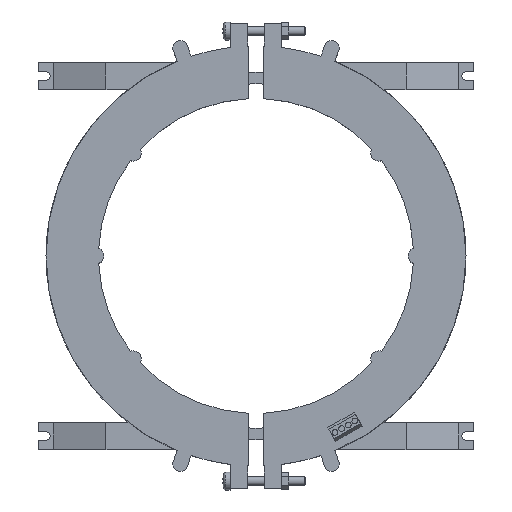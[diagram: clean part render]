
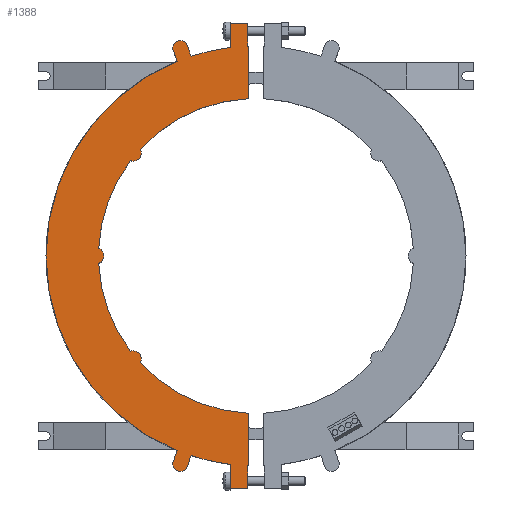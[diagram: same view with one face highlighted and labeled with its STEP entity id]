
A CAD part, top view. The second image highlights one B-rep face of the part: STEP entity #1388.
In plain terms, the highlighted planar face has unit normal (0, 0, 1).
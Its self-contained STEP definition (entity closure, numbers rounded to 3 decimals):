
#19=CARTESIAN_POINT('',(-81.967,68.778,36.));
#20=DIRECTION('',(0.,0.,1.));
#21=DIRECTION('',(-0.297,-0.955,0.));
#22=AXIS2_PLACEMENT_3D('',#19,#20,#21);
#36=DIRECTION('',(0.,-1.,0.));
#37=VECTOR('',#36,35.03);
#38=CARTESIAN_POINT('',(-5.,139.911,36.));
#39=LINE('',#38,#37);
#43=CARTESIAN_POINT('',(0.,0.,36.));
#44=DIRECTION('',(0.,0.,1.));
#45=DIRECTION('',(-0.048,0.999,0.));
#46=AXIS2_PLACEMENT_3D('',#43,#44,#45);
#51=CARTESIAN_POINT('',(0.,0.,36.));
#52=DIRECTION('',(0.,0.,1.));
#53=DIRECTION('',(-0.796,0.605,0.));
#54=AXIS2_PLACEMENT_3D('',#51,#52,#53);
#59=CARTESIAN_POINT('',(-107.,0.,36.));
#60=DIRECTION('',(0.,0.,1.));
#61=DIRECTION('',(0.386,-0.923,0.));
#62=AXIS2_PLACEMENT_3D('',#59,#60,#61);
#67=CARTESIAN_POINT('',(0.,0.,36.));
#68=DIRECTION('',(0.,0.,1.));
#69=DIRECTION('',(-0.999,-0.048,0.));
#70=AXIS2_PLACEMENT_3D('',#67,#68,#69);
#75=CARTESIAN_POINT('',(0.,0.,36.));
#76=DIRECTION('',(0.,0.,1.));
#77=DIRECTION('',(-0.734,-0.679,0.));
#78=AXIS2_PLACEMENT_3D('',#75,#76,#77);
#83=DIRECTION('',(0.,-1.,0.));
#84=VECTOR('',#83,35.03);
#85=CARTESIAN_POINT('',(-5.,-104.881,36.));
#86=LINE('',#85,#84);
#90=DIRECTION('',(0.,-1.,0.));
#91=VECTOR('',#90,15.108);
#92=CARTESIAN_POINT('',(-5.5,-139.892,36.));
#93=LINE('',#92,#91);
#97=DIRECTION('',(-1.,0.,0.));
#98=VECTOR('',#97,11.5);
#99=CARTESIAN_POINT('',(-5.5,-155.,36.));
#100=LINE('',#99,#98);
#104=DIRECTION('',(0.,1.,0.));
#105=VECTOR('',#104,16.036);
#106=CARTESIAN_POINT('',(-17.,-155.,36.));
#107=LINE('',#106,#105);
#111=DIRECTION('',(0.326,0.945,0.));
#112=VECTOR('',#111,7.501);
#113=CARTESIAN_POINT('',(-45.721,-140.235,36.));
#114=LINE('',#113,#112);
#118=CARTESIAN_POINT('',(-50.448,-138.605,36.));
#119=DIRECTION('',(0.,0.,1.));
#120=DIRECTION('',(-0.934,0.358,0.));
#121=AXIS2_PLACEMENT_3D('',#118,#119,#120);
#126=DIRECTION('',(-0.358,-0.934,0.));
#127=VECTOR('',#126,7.501);
#128=CARTESIAN_POINT('',(-52.432,-129.811,36.));
#129=LINE('',#128,#127);
#133=DIRECTION('',(0.358,-0.934,0.));
#134=VECTOR('',#133,7.501);
#135=CARTESIAN_POINT('',(-55.117,136.815,36.));
#136=LINE('',#135,#134);
#140=CARTESIAN_POINT('',(-50.448,138.605,36.));
#141=DIRECTION('',(0.,0.,1.));
#142=DIRECTION('',(0.945,0.326,0.));
#143=AXIS2_PLACEMENT_3D('',#140,#141,#142);
#148=DIRECTION('',(-0.326,0.945,0.));
#149=VECTOR('',#148,7.501);
#150=CARTESIAN_POINT('',(-43.275,133.144,36.));
#151=LINE('',#150,#149);
#155=DIRECTION('',(0.,-1.,0.));
#156=VECTOR('',#155,16.036);
#157=CARTESIAN_POINT('',(-17.,155.,36.));
#158=LINE('',#157,#156);
#162=DIRECTION('',(-1.,0.,0.));
#163=VECTOR('',#162,11.5);
#164=CARTESIAN_POINT('',(-5.5,155.,36.));
#165=LINE('',#164,#163);
#169=DIRECTION('',(0.,1.,0.));
#170=VECTOR('',#169,15.108);
#171=CARTESIAN_POINT('',(-5.5,139.892,36.));
#172=LINE('',#171,#170);
#499=CARTESIAN_POINT('',(0.,0.,36.));
#500=DIRECTION('',(0.,0.,1.));
#501=DIRECTION('',(-0.309,-0.951,0.));
#502=AXIS2_PLACEMENT_3D('',#499,#500,#501);
#536=CARTESIAN_POINT('',(0.,0.,36.));
#537=DIRECTION('',(0.,0.,1.));
#538=DIRECTION('',(-0.375,0.927,0.));
#539=AXIS2_PLACEMENT_3D('',#536,#537,#538);
#558=CARTESIAN_POINT('',(0.,0.,36.));
#559=DIRECTION('',(0.,0.,1.));
#560=DIRECTION('',(-0.121,0.993,0.));
#561=AXIS2_PLACEMENT_3D('',#558,#559,#560);
#580=CARTESIAN_POINT('',(0.,0.,36.));
#581=DIRECTION('',(0.,0.,1.));
#582=DIRECTION('',(-0.039,-0.999,0.));
#583=AXIS2_PLACEMENT_3D('',#580,#581,#582);
#595=CARTESIAN_POINT('',(0.,0.,36.));
#596=DIRECTION('',(0.,0.,1.));
#597=DIRECTION('',(-0.036,0.999,0.));
#598=AXIS2_PLACEMENT_3D('',#595,#596,#597);
#1106=CARTESIAN_POINT('',(-81.967,-68.778,36.));
#1107=DIRECTION('',(0.,0.,1.));
#1108=DIRECTION('',(0.889,-0.459,0.));
#1109=AXIS2_PLACEMENT_3D('',#1106,#1107,#1108);
#1158=CARTESIAN_POINT('',(-5.5,155.,36.));
#1159=CARTESIAN_POINT('',(-17.,155.,36.));
#1160=VERTEX_POINT('',#1158);
#1161=VERTEX_POINT('',#1159);
#1163=CARTESIAN_POINT('',(-5.5,139.892,36.));
#1165=VERTEX_POINT('',#1163);
#1167=CARTESIAN_POINT('',(-17.,138.964,36.));
#1169=VERTEX_POINT('',#1167);
#1174=CARTESIAN_POINT('',(-5.5,-155.,36.));
#1175=CARTESIAN_POINT('',(-17.,-155.,36.));
#1176=VERTEX_POINT('',#1174);
#1177=VERTEX_POINT('',#1175);
#1182=CARTESIAN_POINT('',(-5.5,-139.892,36.));
#1183=VERTEX_POINT('',#1182);
#1184=CARTESIAN_POINT('',(-17.,-138.964,36.));
#1185=VERTEX_POINT('',#1184);
#1187=CARTESIAN_POINT('',(-104.877,5.074,36.));
#1189=VERTEX_POINT('',#1187);
#1191=CARTESIAN_POINT('',(-104.877,-5.074,36.));
#1193=VERTEX_POINT('',#1191);
#1196=CARTESIAN_POINT('',(-83.602,-63.527,36.));
#1197=VERTEX_POINT('',#1196);
#1199=CARTESIAN_POINT('',(-83.602,63.527,36.));
#1201=VERTEX_POINT('',#1199);
#1203=CARTESIAN_POINT('',(-77.079,71.301,36.));
#1205=VERTEX_POINT('',#1203);
#1207=CARTESIAN_POINT('',(-77.079,-71.301,36.));
#1209=VERTEX_POINT('',#1207);
#1218=CARTESIAN_POINT('',(-55.117,-136.815,36.));
#1219=CARTESIAN_POINT('',(-45.721,-140.235,36.));
#1220=VERTEX_POINT('',#1218);
#1221=VERTEX_POINT('',#1219);
#1222=CARTESIAN_POINT('',(-45.721,140.235,36.));
#1223=CARTESIAN_POINT('',(-55.117,136.815,36.));
#1224=VERTEX_POINT('',#1222);
#1225=VERTEX_POINT('',#1223);
#1227=CARTESIAN_POINT('',(-43.275,-133.144,36.));
#1229=VERTEX_POINT('',#1227);
#1231=CARTESIAN_POINT('',(-52.432,-129.811,36.));
#1233=VERTEX_POINT('',#1231);
#1235=CARTESIAN_POINT('',(-52.432,129.811,36.));
#1237=VERTEX_POINT('',#1235);
#1239=CARTESIAN_POINT('',(-43.275,133.144,36.));
#1241=VERTEX_POINT('',#1239);
#1290=CARTESIAN_POINT('',(-5.,139.911,36.));
#1291=CARTESIAN_POINT('',(-5.,104.881,36.));
#1292=VERTEX_POINT('',#1290);
#1293=VERTEX_POINT('',#1291);
#1294=CARTESIAN_POINT('',(-5.,-104.881,36.));
#1295=CARTESIAN_POINT('',(-5.,-139.911,36.));
#1296=VERTEX_POINT('',#1294);
#1297=VERTEX_POINT('',#1295);
#1330=CARTESIAN_POINT('',(0.,0.,36.));
#1331=DIRECTION('',(0.,0.,1.));
#1332=DIRECTION('',(1.,0.,0.));
#1333=AXIS2_PLACEMENT_3D('',#1330,#1331,#1332);
#1334=PLANE('',#1333);
#1336=ORIENTED_EDGE('',*,*,#1335,.T.);
#1338=ORIENTED_EDGE('',*,*,#1337,.T.);
#1339=ORIENTED_EDGE('',*,*,#1319,.F.);
#1341=ORIENTED_EDGE('',*,*,#1340,.T.);
#1343=ORIENTED_EDGE('',*,*,#1342,.F.);
#1345=ORIENTED_EDGE('',*,*,#1344,.T.);
#1347=ORIENTED_EDGE('',*,*,#1346,.F.);
#1349=ORIENTED_EDGE('',*,*,#1348,.T.);
#1351=ORIENTED_EDGE('',*,*,#1350,.T.);
#1353=ORIENTED_EDGE('',*,*,#1352,.F.);
#1355=ORIENTED_EDGE('',*,*,#1354,.T.);
#1357=ORIENTED_EDGE('',*,*,#1356,.T.);
#1359=ORIENTED_EDGE('',*,*,#1358,.T.);
#1361=ORIENTED_EDGE('',*,*,#1360,.F.);
#1363=ORIENTED_EDGE('',*,*,#1362,.F.);
#1365=ORIENTED_EDGE('',*,*,#1364,.F.);
#1367=ORIENTED_EDGE('',*,*,#1366,.F.);
#1369=ORIENTED_EDGE('',*,*,#1368,.F.);
#1371=ORIENTED_EDGE('',*,*,#1370,.F.);
#1373=ORIENTED_EDGE('',*,*,#1372,.F.);
#1375=ORIENTED_EDGE('',*,*,#1374,.F.);
#1377=ORIENTED_EDGE('',*,*,#1376,.F.);
#1379=ORIENTED_EDGE('',*,*,#1378,.F.);
#1381=ORIENTED_EDGE('',*,*,#1380,.F.);
#1383=ORIENTED_EDGE('',*,*,#1382,.F.);
#1385=ORIENTED_EDGE('',*,*,#1384,.F.);
#1386=EDGE_LOOP('',(#1336,#1338,#1339,#1341,#1343,#1345,#1347,#1349,#1351,#1353,
#1355,#1357,#1359,#1361,#1363,#1365,#1367,#1369,#1371,#1373,#1375,#1377,#1379,
#1381,#1383,#1385));
#1387=FACE_OUTER_BOUND('',#1386,.F.);
#23=CIRCLE('',#22,5.5);
#47=CIRCLE('',#46,105.);
#55=CIRCLE('',#54,105.);
#63=CIRCLE('',#62,5.5);
#71=CIRCLE('',#70,105.);
#79=CIRCLE('',#78,105.);
#122=CIRCLE('',#121,5.);
#144=CIRCLE('',#143,5.);
#503=CIRCLE('',#502,140.);
#540=CIRCLE('',#539,140.);
#562=CIRCLE('',#561,140.);
#584=CIRCLE('',#583,140.);
#599=CIRCLE('',#598,140.);
#1110=CIRCLE('',#1109,5.5);
#1319=EDGE_CURVE('',#1201,#1205,#23,.T.);
#1335=EDGE_CURVE('',#1292,#1293,#39,.T.);
#1337=EDGE_CURVE('',#1293,#1205,#47,.T.);
#1340=EDGE_CURVE('',#1201,#1189,#55,.T.);
#1342=EDGE_CURVE('',#1193,#1189,#63,.T.);
#1344=EDGE_CURVE('',#1193,#1197,#71,.T.);
#1346=EDGE_CURVE('',#1209,#1197,#1110,.T.);
#1348=EDGE_CURVE('',#1209,#1296,#79,.T.);
#1350=EDGE_CURVE('',#1296,#1297,#86,.T.);
#1352=EDGE_CURVE('',#1183,#1297,#584,.T.);
#1354=EDGE_CURVE('',#1183,#1176,#93,.T.);
#1356=EDGE_CURVE('',#1176,#1177,#100,.T.);
#1358=EDGE_CURVE('',#1177,#1185,#107,.T.);
#1360=EDGE_CURVE('',#1229,#1185,#503,.T.);
#1362=EDGE_CURVE('',#1221,#1229,#114,.T.);
#1364=EDGE_CURVE('',#1220,#1221,#122,.T.);
#1366=EDGE_CURVE('',#1233,#1220,#129,.T.);
#1368=EDGE_CURVE('',#1237,#1233,#540,.T.);
#1370=EDGE_CURVE('',#1225,#1237,#136,.T.);
#1372=EDGE_CURVE('',#1224,#1225,#144,.T.);
#1374=EDGE_CURVE('',#1241,#1224,#151,.T.);
#1376=EDGE_CURVE('',#1169,#1241,#562,.T.);
#1378=EDGE_CURVE('',#1161,#1169,#158,.T.);
#1380=EDGE_CURVE('',#1160,#1161,#165,.T.);
#1382=EDGE_CURVE('',#1165,#1160,#172,.T.);
#1384=EDGE_CURVE('',#1292,#1165,#599,.T.);
#1388=ADVANCED_FACE('',(#1387),#1334,.T.);
